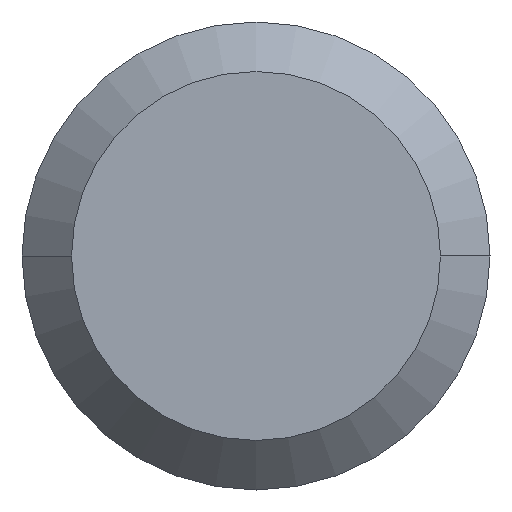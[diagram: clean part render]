
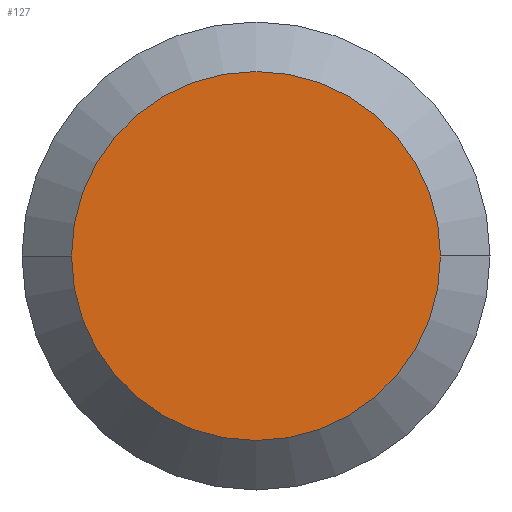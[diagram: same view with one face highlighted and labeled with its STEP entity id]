
A CAD part, left-side view. The second image highlights one B-rep face of the part: STEP entity #127.
In plain terms, the highlighted planar face has unit normal (-1, 0, 0).
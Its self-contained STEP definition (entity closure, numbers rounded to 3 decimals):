
#37 = DIRECTION ( 'NONE',  ( 1., 0., 0. ) ) ;
#48 = ORIENTED_EDGE ( 'NONE', *, *, #167, .F. ) ;
#54 = FACE_OUTER_BOUND ( 'NONE', #334, .T. ) ;
#59 = ORIENTED_EDGE ( 'NONE', *, *, #307, .F. ) ;
#95 = AXIS2_PLACEMENT_3D ( 'NONE', #398, #370, #302 ) ;
#107 = DIRECTION ( 'NONE',  ( -1., 0., 0. ) ) ;
#127 = ADVANCED_FACE ( 'NONE', ( #54 ), #151, .T. ) ;
#151 = PLANE ( 'NONE',  #255 ) ;
#167 = EDGE_CURVE ( 'NONE', #375, #335, #182, .T. ) ;
#182 = CIRCLE ( 'NONE', #413, 2.365 ) ;
#232 = DIRECTION ( 'NONE',  ( 0., -1., 0. ) ) ;
#241 = CARTESIAN_POINT ( 'NONE',  ( 0., -2.365, 0. ) ) ;
#255 = AXIS2_PLACEMENT_3D ( 'NONE', #278, #107, #232 ) ;
#260 = CIRCLE ( 'NONE', #95, 2.365 ) ;
#262 = DIRECTION ( 'NONE',  ( 0., 1., 0. ) ) ;
#265 = CARTESIAN_POINT ( 'NONE',  ( 0., 0., 0. ) ) ;
#278 = CARTESIAN_POINT ( 'NONE',  ( 0., 0., 0. ) ) ;
#300 = CARTESIAN_POINT ( 'NONE',  ( 0., 2.365, 0. ) ) ;
#302 = DIRECTION ( 'NONE',  ( 0., 1., 0. ) ) ;
#307 = EDGE_CURVE ( 'NONE', #335, #375, #260, .T. ) ;
#334 = EDGE_LOOP ( 'NONE', ( #59, #48 ) ) ;
#335 = VERTEX_POINT ( 'NONE', #300 ) ;
#370 = DIRECTION ( 'NONE',  ( 1., 0., 0. ) ) ;
#375 = VERTEX_POINT ( 'NONE', #241 ) ;
#398 = CARTESIAN_POINT ( 'NONE',  ( 0., 0., 0. ) ) ;
#413 = AXIS2_PLACEMENT_3D ( 'NONE', #265, #37, #262 ) ;
